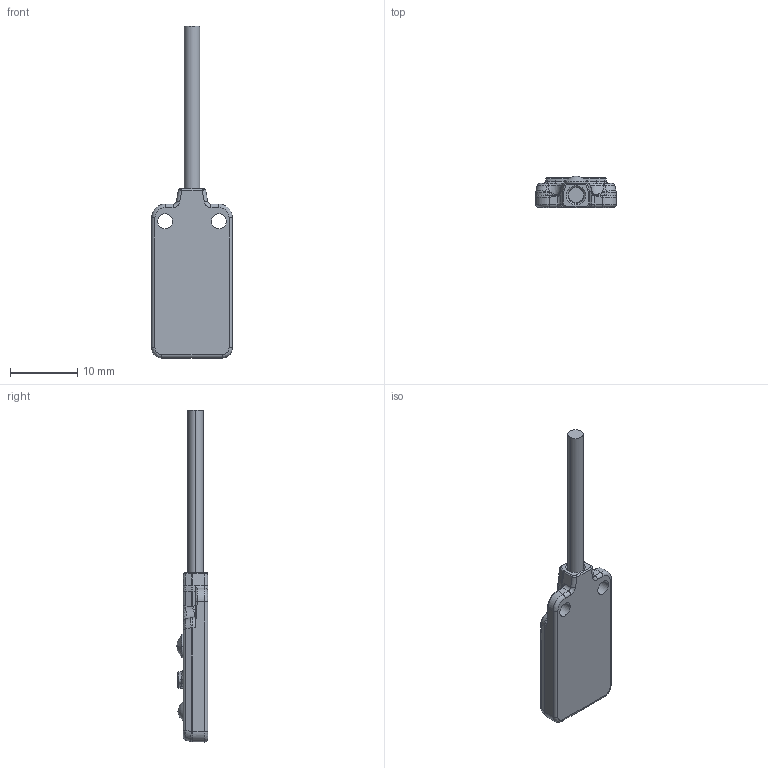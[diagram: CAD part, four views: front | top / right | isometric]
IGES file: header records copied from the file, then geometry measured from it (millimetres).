
Start section:  PTC IGES file: 149856.igs
Global section: file name: 149856.igs; native system: Pro/ENGINEER by Parametric Technology Corporation; preprocessor: 2009141; author: banengservice; organization: Unknown; date: 20100507.141943; units: inch
Bounding box: 11.99 x 4.66 x 49.23 mm (x, y, z)
Volume: 1046.2 mm3; surface area: 1020.7 mm2
Topology: 1 solids, 2 shells, 480 faces, 1239 edges, 772 vertices
Faces by surface type: bspline 216, extrusion 155, revolution 109
